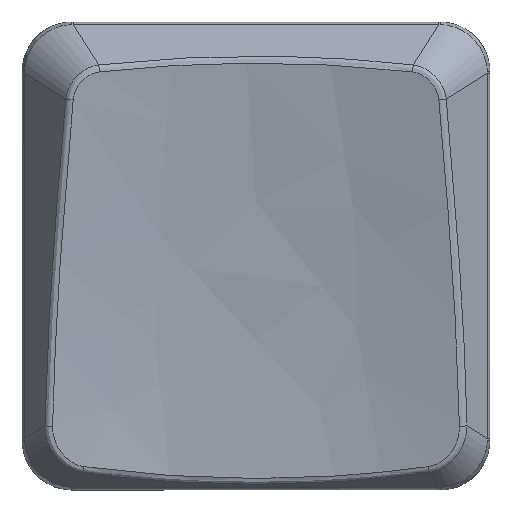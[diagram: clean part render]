
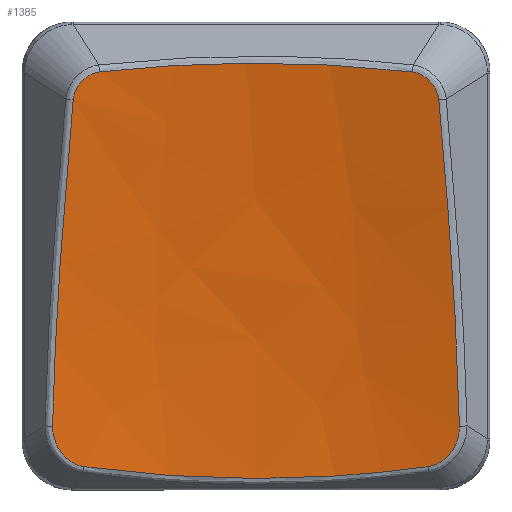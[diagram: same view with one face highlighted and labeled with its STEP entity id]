
A CAD part, top view. The second image highlights one B-rep face of the part: STEP entity #1385.
In plain terms, the highlighted free-form (B-spline) face has degree [3, 3] with [6, 4] control points.
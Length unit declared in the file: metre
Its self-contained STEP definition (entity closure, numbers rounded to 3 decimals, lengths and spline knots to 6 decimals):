
#56=B_SPLINE_SURFACE_WITH_KNOTS('',3,3,((#2289,#2290,#2291,#2292),(#2293,
#2294,#2295,#2296),(#2297,#2298,#2299,#2300),(#2301,#2302,#2303,#2304),
(#2305,#2306,#2307,#2308),(#2309,#2310,#2311,#2312)),.UNSPECIFIED.,.F.,
 .F.,.F.,(4,2,4),(4,4),(0.007691,0.5,0.992489),(0.017662,
0.92056),.UNSPECIFIED.);
#89=B_SPLINE_CURVE_WITH_KNOTS('',3,(#2313,#2314,#2315,#2316,#2317),
 .UNSPECIFIED.,.F.,.F.,(4,1,4),(0.,0.005517,0.011034),
 .UNSPECIFIED.);
#90=B_SPLINE_CURVE_WITH_KNOTS('',3,(#2320,#2321,#2322,#2323),
 .UNSPECIFIED.,.F.,.F.,(4,4),(0.,0.001473),.UNSPECIFIED.);
#91=B_SPLINE_CURVE_WITH_KNOTS('',3,(#2325,#2326,#2327,#2328),
 .UNSPECIFIED.,.F.,.F.,(4,4),(0.,0.011584),.UNSPECIFIED.);
#92=B_SPLINE_CURVE_WITH_KNOTS('',3,(#2330,#2331,#2332,#2333),
 .UNSPECIFIED.,.F.,.F.,(4,4),(0.,0.002007),.UNSPECIFIED.);
#93=B_SPLINE_CURVE_WITH_KNOTS('',3,(#2335,#2336,#2337,#2338),
 .UNSPECIFIED.,.F.,.F.,(4,4),(0.,0.012233),.UNSPECIFIED.);
#94=B_SPLINE_CURVE_WITH_KNOTS('',3,(#2340,#2341,#2342,#2343),
 .UNSPECIFIED.,.F.,.F.,(4,4),(0.,0.002013),.UNSPECIFIED.);
#95=B_SPLINE_CURVE_WITH_KNOTS('',3,(#2345,#2346,#2347,#2348),
 .UNSPECIFIED.,.F.,.F.,(4,4),(0.,0.01158),.UNSPECIFIED.);
#96=B_SPLINE_CURVE_WITH_KNOTS('',3,(#2350,#2351,#2352,#2353),
 .UNSPECIFIED.,.F.,.F.,(4,4),(0.,0.001473),.UNSPECIFIED.);
#417=ORIENTED_EDGE('',*,*,#693,.T.);
#418=ORIENTED_EDGE('',*,*,#694,.T.);
#419=ORIENTED_EDGE('',*,*,#695,.T.);
#420=ORIENTED_EDGE('',*,*,#696,.T.);
#421=ORIENTED_EDGE('',*,*,#697,.T.);
#422=ORIENTED_EDGE('',*,*,#698,.T.);
#423=ORIENTED_EDGE('',*,*,#699,.T.);
#424=ORIENTED_EDGE('',*,*,#700,.T.);
#693=EDGE_CURVE('',#845,#846,#89,.T.);
#694=EDGE_CURVE('',#846,#847,#90,.T.);
#695=EDGE_CURVE('',#847,#848,#91,.T.);
#696=EDGE_CURVE('',#848,#849,#92,.T.);
#697=EDGE_CURVE('',#849,#850,#93,.T.);
#698=EDGE_CURVE('',#850,#851,#94,.T.);
#699=EDGE_CURVE('',#851,#852,#95,.T.);
#700=EDGE_CURVE('',#852,#845,#96,.T.);
#845=VERTEX_POINT('',#2318);
#846=VERTEX_POINT('',#2319);
#847=VERTEX_POINT('',#2324);
#848=VERTEX_POINT('',#2329);
#849=VERTEX_POINT('',#2334);
#850=VERTEX_POINT('',#2339);
#851=VERTEX_POINT('',#2344);
#852=VERTEX_POINT('',#2349);
#1180=EDGE_LOOP('',(#417,#418,#419,#420,#421,#422,#423,#424));
#1260=FACE_BOUND('',#1180,.T.);
#1385=ADVANCED_FACE('',(#1260),#56,.T.);
#2289=CARTESIAN_POINT('',(-0.002503,-0.001692,0.015561));
#2290=CARTESIAN_POINT('',(-0.002503,0.003277,0.015589));
#2291=CARTESIAN_POINT('',(-0.002503,0.008242,0.016317));
#2292=CARTESIAN_POINT('',(-0.002503,0.013206,0.017102));
#2293=CARTESIAN_POINT('',(-0.000132,-0.001692,0.01497));
#2294=CARTESIAN_POINT('',(-0.000132,0.003277,0.014998));
#2295=CARTESIAN_POINT('',(-0.000132,0.008242,0.015726));
#2296=CARTESIAN_POINT('',(-0.000132,0.013206,0.016511));
#2297=CARTESIAN_POINT('',(0.002312,-0.001692,0.01467));
#2298=CARTESIAN_POINT('',(0.002312,0.003277,0.014697));
#2299=CARTESIAN_POINT('',(0.002312,0.008242,0.015426));
#2300=CARTESIAN_POINT('',(0.002312,0.013206,0.016211));
#2301=CARTESIAN_POINT('',(0.007201,-0.001692,0.01467));
#2302=CARTESIAN_POINT('',(0.007201,0.003277,0.014697));
#2303=CARTESIAN_POINT('',(0.007201,0.008242,0.015426));
#2304=CARTESIAN_POINT('',(0.007201,0.013206,0.016211));
#2305=CARTESIAN_POINT('',(0.009646,-0.001692,0.01497));
#2306=CARTESIAN_POINT('',(0.009646,0.003277,0.014998));
#2307=CARTESIAN_POINT('',(0.009646,0.008242,0.015726));
#2308=CARTESIAN_POINT('',(0.009646,0.013206,0.016511));
#2309=CARTESIAN_POINT('',(0.012018,-0.001692,0.015562));
#2310=CARTESIAN_POINT('',(0.012018,0.003277,0.01559));
#2311=CARTESIAN_POINT('',(0.012018,0.008242,0.016318));
#2312=CARTESIAN_POINT('',(0.012018,0.013206,0.017103));
#2313=CARTESIAN_POINT('',(0.010263,0.012753,0.016649));
#2314=CARTESIAN_POINT('',(0.008444,0.012959,0.016342));
#2315=CARTESIAN_POINT('',(0.004785,0.013166,0.016034));
#2316=CARTESIAN_POINT('',(0.001068,0.012959,0.016342));
#2317=CARTESIAN_POINT('',(-0.00075,0.012753,0.016649));
#2318=CARTESIAN_POINT('',(0.010263,0.012753,0.016649));
#2319=CARTESIAN_POINT('',(-0.00075,0.012753,0.016649));
#2320=CARTESIAN_POINT('',(-0.00075,0.012753,0.016649));
#2321=CARTESIAN_POINT('',(-0.001238,0.012698,0.016731));
#2322=CARTESIAN_POINT('',(-0.001646,0.012256,0.016752));
#2323=CARTESIAN_POINT('',(-0.00169,0.011765,0.016686));
#2324=CARTESIAN_POINT('',(-0.00169,0.011765,0.016686));
#2325=CARTESIAN_POINT('',(-0.00169,0.011765,0.016686));
#2326=CARTESIAN_POINT('',(-0.00203,0.007953,0.016171));
#2327=CARTESIAN_POINT('',(-0.002329,0.004122,0.015719));
#2328=CARTESIAN_POINT('',(-0.002417,0.000262,0.015586));
#2329=CARTESIAN_POINT('',(-0.002417,0.000262,0.015586));
#2330=CARTESIAN_POINT('',(-0.002417,0.000262,0.015586));
#2331=CARTESIAN_POINT('',(-0.002433,-0.000407,0.015562));
#2332=CARTESIAN_POINT('',(-0.001962,-0.001075,0.015431));
#2333=CARTESIAN_POINT('',(-0.00131,-0.001166,0.015295));
#2334=CARTESIAN_POINT('',(-0.00131,-0.001166,0.015295));
#2335=CARTESIAN_POINT('',(-0.00131,-0.001166,0.015295));
#2336=CARTESIAN_POINT('',(0.00266,-0.001719,0.014467));
#2337=CARTESIAN_POINT('',(0.006853,-0.001719,0.014467));
#2338=CARTESIAN_POINT('',(0.010822,-0.001166,0.015295));
#2339=CARTESIAN_POINT('',(0.010822,-0.001166,0.015295));
#2340=CARTESIAN_POINT('',(0.010822,-0.001166,0.015295));
#2341=CARTESIAN_POINT('',(0.011474,-0.001075,0.015431));
#2342=CARTESIAN_POINT('',(0.011945,-0.000408,0.015562));
#2343=CARTESIAN_POINT('',(0.01193,0.000262,0.015586));
#2344=CARTESIAN_POINT('',(0.01193,0.000262,0.015586));
#2345=CARTESIAN_POINT('',(0.01193,0.000262,0.015586));
#2346=CARTESIAN_POINT('',(0.011841,0.004123,0.015719));
#2347=CARTESIAN_POINT('',(0.011543,0.007952,0.016171));
#2348=CARTESIAN_POINT('',(0.011202,0.011765,0.016686));
#2349=CARTESIAN_POINT('',(0.011202,0.011765,0.016686));
#2350=CARTESIAN_POINT('',(0.011202,0.011765,0.016686));
#2351=CARTESIAN_POINT('',(0.011159,0.012256,0.016752));
#2352=CARTESIAN_POINT('',(0.010751,0.012698,0.016731));
#2353=CARTESIAN_POINT('',(0.010263,0.012753,0.016649));
